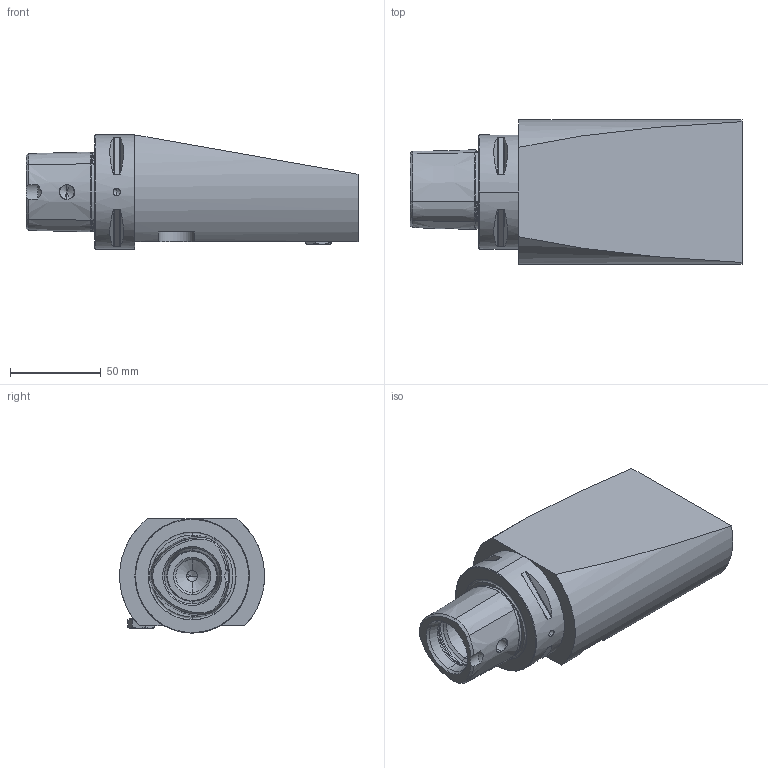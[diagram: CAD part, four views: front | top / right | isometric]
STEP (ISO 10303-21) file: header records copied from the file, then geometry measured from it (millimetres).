
FILE_DESCRIPTION (( 'STEP AP203' ), '1' );
FILE_NAME ('PS6-AM3.K11.145.STEP', '2013-06-24T07:21:48', ( 'baer' ), ( 'Hewlett-Packard Company' ), 'SwSTEP 2.0', 'SolidWorks 2012', '' );
FILE_SCHEMA (( 'CONFIG_CONTROL_DESIGN' ));
Length unit declared in the file: millimetre
Products named in the file (6): PS6-AM3.K11.145; KVT_MB_600_060; ISO 4035 - M8_PreviewCfg; AM3-ER1.001.020_PreviewCfg; ISO 4762 - M6 x 16_PreviewCfg; PS6-AM3.K11.145_A
Assembly tree (7 placements, depth 2):
  PS6-AM3.K11.145
    PS6-AM3.K11.145_A
    ISO 4762 - M6 x 16_PreviewCfg  x3
    AM3-ER1.001.020_PreviewCfg
    ISO 4035 - M8_PreviewCfg
    KVT_MB_600_060
Bounding box: 183 x 79.89 x 63 mm (x, y, z)
Volume: 473443.3 mm3; surface area: 63575.8 mm2
Topology: 8 solids, 8 shells, 390 faces, 930 edges, 548 vertices
Faces by surface type: cone 127, plane 124, cylinder 95, torus 42, sphere 2
Entity records: 11226 total; most frequent: CARTESIAN_POINT 2836, DIRECTION 1667, ORIENTED_EDGE 1578, EDGE_CURVE 789, AXIS2_PLACEMENT_3D 666, VERTEX_POINT 479, EDGE_LOOP 372, ADVANCED_FACE 336
